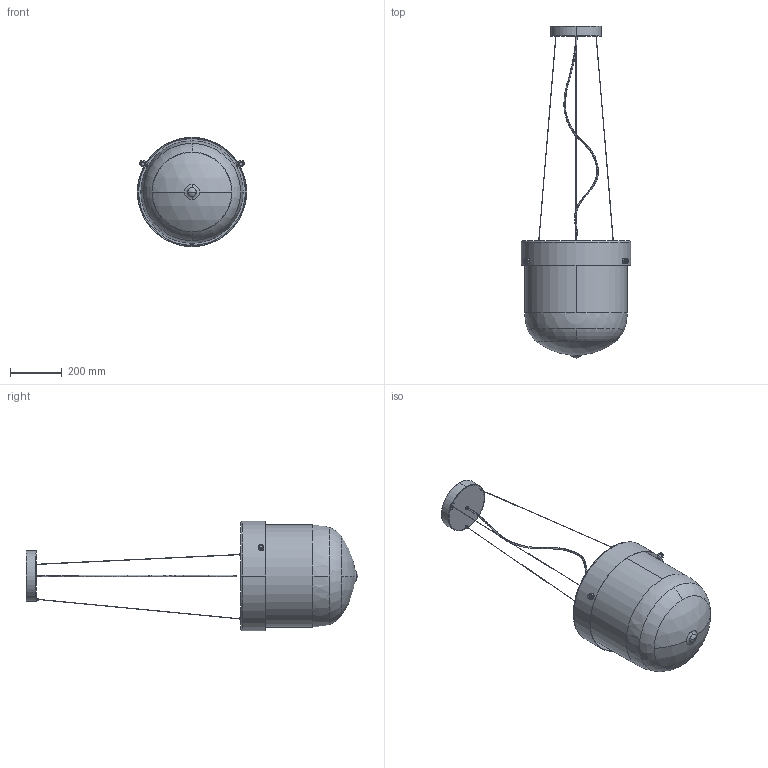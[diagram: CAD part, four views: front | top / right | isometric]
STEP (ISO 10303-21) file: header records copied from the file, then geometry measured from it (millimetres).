
FILE_DESCRIPTION (( 'STEP AP214' ), '1' );
FILE_NAME ('FACCIA.STEP', '2023-05-03T05:47:43', ( '' ), ( '' ), 'SwSTEP 2.0', 'SolidWorks 2014', '' );
FILE_SCHEMA (( 'AUTOMOTIVE_DESIGN' ));
Length unit declared in the file: millimetre
Products named in the file (65): CG_FA_008; TIGE_M8XI_100_AVSart123-010; 068PM_001; BLOCCACAVO STEAB ART 5069-7; 061WS_008; dado M8x1_basso; steab_NIPPLO_5016_3_7; CG_FA_010; EA_CL382_XI_BA; CG_FA_006; regolatore cavo 2510; 068PM_004; EA_SCHEDA_LED_CL386_D70_17W; 068PM_012; CG_FA_005; Alvit_3024; 068PM_007; 068PM_003; 068PM_002; TIGE_M8XI_250_AVSart123-025; rivetblockM6; FACCIA; 068PM_011
Assembly tree (42 placements, depth 2):
  TIGE_M8XI_100_AVSart123-010
  061WS_008
  dado M8x1_basso
  BLOCCACAVO STEAB ART 5069-7
  CG_FA_010
Bounding box: 422 x 1281 x 422 mm (x, y, z)
Volume: 3070408.8 mm3; surface area: 2190338.5 mm2
Topology: 45 solids, 45 shells, 2483 faces, 6439 edges, 4178 vertices
Faces by surface type: plane 1767, cylinder 460, cone 132, torus 86, sphere 36, bspline 2
Entity records: 53987 total; most frequent: CARTESIAN_POINT 10741, ORIENTED_EDGE 8608, DIRECTION 8379, EDGE_CURVE 4304, VECTOR 3447, LINE 3447, VERTEX_POINT 2810, AXIS2_PLACEMENT_3D 2466
